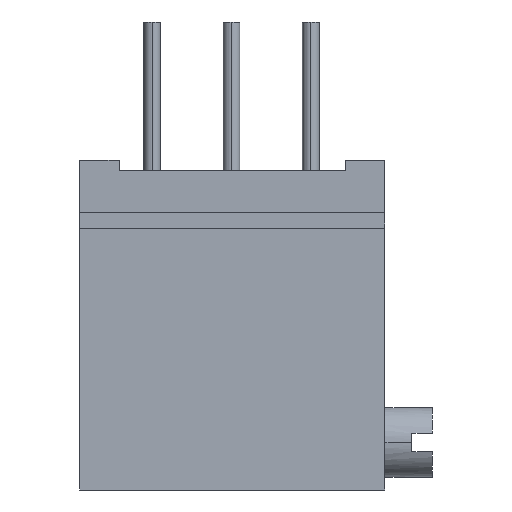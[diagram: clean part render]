
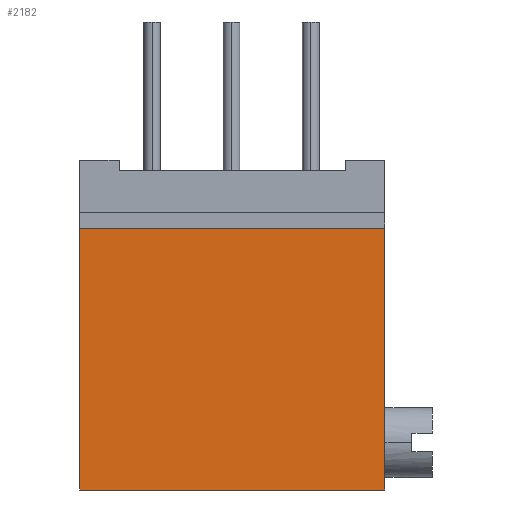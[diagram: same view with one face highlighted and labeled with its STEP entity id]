
A CAD part, front view. The second image highlights one B-rep face of the part: STEP entity #2182.
In plain terms, the highlighted planar face has unit normal (0, -1, 0).
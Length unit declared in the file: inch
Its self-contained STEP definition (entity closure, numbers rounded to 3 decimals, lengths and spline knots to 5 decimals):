
#379=DIRECTION('',(1.,0.,0.));
#380=VECTOR('',#379,0.385);
#381=CARTESIAN_POINT('',(-0.1925,0.,0.144));
#382=LINE('',#381,#380);
#383=DIRECTION('',(0.,0.,-1.));
#384=VECTOR('',#383,0.33);
#385=CARTESIAN_POINT('',(0.1925,0.,0.144));
#386=LINE('',#385,#384);
#387=DIRECTION('',(-1.,0.,0.));
#388=VECTOR('',#387,0.385);
#389=CARTESIAN_POINT('',(0.1925,0.,-0.186));
#390=LINE('',#389,#388);
#391=DIRECTION('',(0.,0.,1.));
#392=VECTOR('',#391,0.33);
#393=CARTESIAN_POINT('',(-0.1925,0.,-0.186));
#394=LINE('',#393,#392);
#1331=CARTESIAN_POINT('',(0.1925,0.,-0.186));
#1332=CARTESIAN_POINT('',(-0.1925,0.,-0.186));
#1333=VERTEX_POINT('',#1331);
#1334=VERTEX_POINT('',#1332);
#1347=CARTESIAN_POINT('',(-0.1925,0.,0.144));
#1348=CARTESIAN_POINT('',(0.1925,0.,0.144));
#1349=VERTEX_POINT('',#1347);
#1350=VERTEX_POINT('',#1348);
#2169=CARTESIAN_POINT('',(0.,0.,0.));
#2170=DIRECTION('',(0.,1.,0.));
#2171=DIRECTION('',(1.,0.,0.));
#2172=AXIS2_PLACEMENT_3D('',#2169,#2170,#2171);
#2173=PLANE('',#2172);
#2174=ORIENTED_EDGE('',*,*,#2159,.T.);
#2176=ORIENTED_EDGE('',*,*,#2175,.T.);
#2178=ORIENTED_EDGE('',*,*,#2177,.T.);
#2179=ORIENTED_EDGE('',*,*,#2140,.T.);
#2180=EDGE_LOOP('',(#2174,#2176,#2178,#2179));
#2181=FACE_OUTER_BOUND('',#2180,.F.);
#2182=ADVANCED_FACE('',(#2181),#2173,.F.);
#2140=EDGE_CURVE('',#1334,#1349,#394,.T.);
#2159=EDGE_CURVE('',#1349,#1350,#382,.T.);
#2175=EDGE_CURVE('',#1350,#1333,#386,.T.);
#2177=EDGE_CURVE('',#1333,#1334,#390,.T.);
